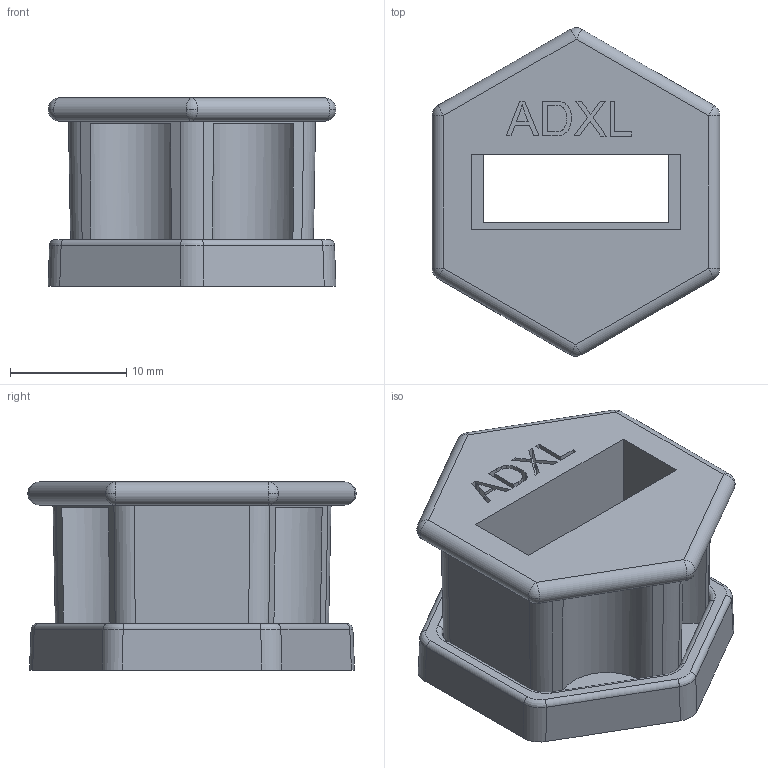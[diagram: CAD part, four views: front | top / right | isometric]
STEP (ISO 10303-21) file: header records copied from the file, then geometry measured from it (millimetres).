
FILE_DESCRIPTION(/* description */ (''),/* implementation_level */ '2;1');
FILE_NAME(/* name */ 'EXPAND CONNECTER v5.step',/* time_stamp */ '2022-01-26T14:18:42+08:00',/* author */ (''),/* organization */ (''),/* preprocessor_version */ 'ST-DEVELOPER v18.1',/* originating_system */ 'Autodesk Translation Framework v10.13.0.1454',/* authorisation */ '');
FILE_SCHEMA (('AUTOMOTIVE_DESIGN { 1 0 10303 214 3 1 1 }'));
Length unit declared in the file: millimetre
Products named in the file (1): 扩展插座
Bounding box: 24.77 x 28.28 x 16.2 mm (x, y, z)
Volume: 4030.7 mm3; surface area: 4103.4 mm2
Topology: 2 solids, 2 shells, 166 faces, 417 edges, 266 vertices
Faces by surface type: plane 80, cylinder 40, bspline 34, sphere 12
Entity records: 5531 total; most frequent: CARTESIAN_POINT 1600, ORIENTED_EDGE 834, DIRECTION 757, EDGE_CURVE 417, VERTEX_POINT 266, LINE 255, VECTOR 255, AXIS2_PLACEMENT_3D 251
